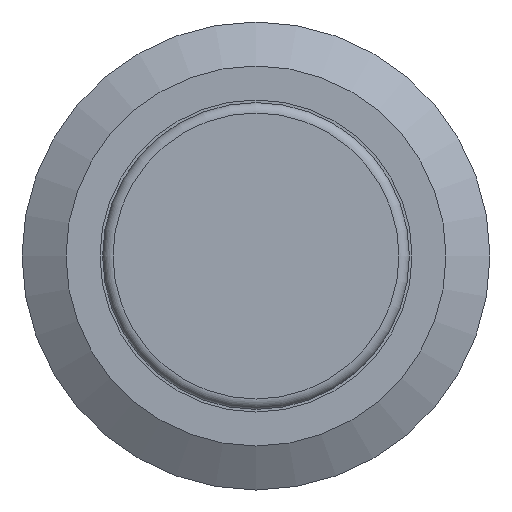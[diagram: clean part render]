
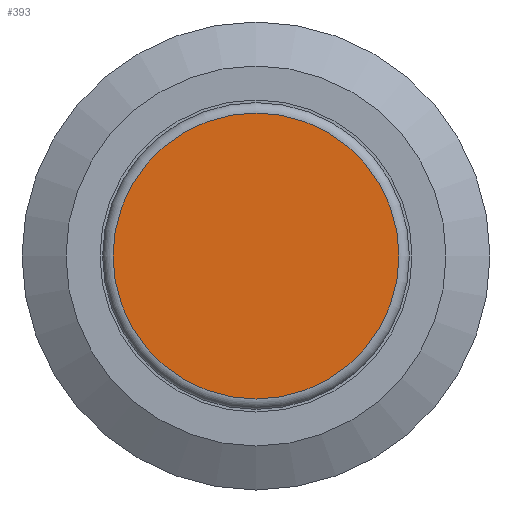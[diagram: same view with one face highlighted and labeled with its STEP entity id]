
A CAD part, left-side view. The second image highlights one B-rep face of the part: STEP entity #393.
In plain terms, the highlighted planar face has unit normal (-1, 0, 0).
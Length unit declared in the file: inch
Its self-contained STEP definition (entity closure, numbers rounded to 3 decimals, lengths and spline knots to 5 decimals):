
#353=CARTESIAN_POINT('',(-0.05906,-0.21654,0.));
#354=VERTEX_POINT('',#353);
#355=CARTESIAN_POINT('',(-0.05906,0.,0.));
#356=DIRECTION('',(1.0,0.0,0.0));
#357=DIRECTION('',(0.0,1.0,0.0));
#358=AXIS2_PLACEMENT_3D('',#355,#356,#357);
#359=CIRCLE('',#358,0.21654);
#360=EDGE_CURVE('',#354,#354,#359,.T.);
#385=CARTESIAN_POINT('',(-0.05906,-0.23819,-0.23819));
#386=DIRECTION('',(1.0,0.0,0.0));
#387=DIRECTION('',(0.0,0.0,-1.0));
#388=AXIS2_PLACEMENT_3D('',#385,#386,#387);
#389=PLANE('',#388);
#390=ORIENTED_EDGE('',*,*,#360,.F.);
#391=EDGE_LOOP('',(#390));
#392=FACE_OUTER_BOUND('',#391,.T.);
#393=ADVANCED_FACE('',(#392),#389,.F.);
